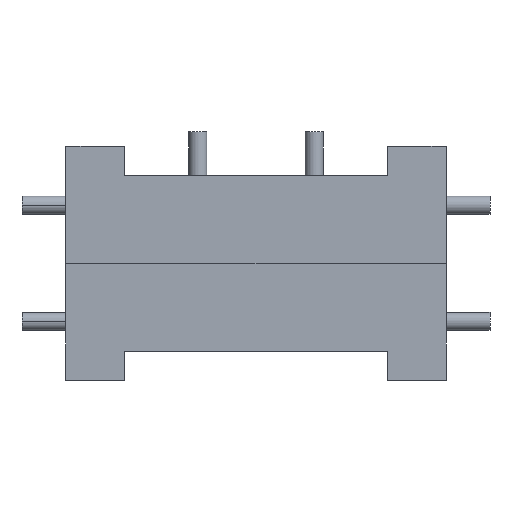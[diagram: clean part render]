
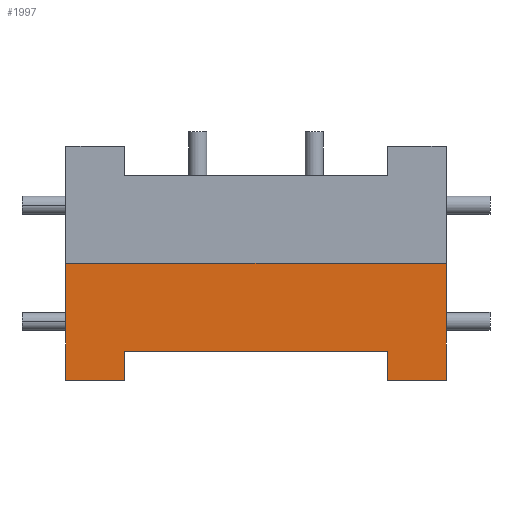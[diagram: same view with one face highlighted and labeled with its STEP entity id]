
A CAD part, front view. The second image highlights one B-rep face of the part: STEP entity #1997.
In plain terms, the highlighted planar face has unit normal (0, -1, 0).
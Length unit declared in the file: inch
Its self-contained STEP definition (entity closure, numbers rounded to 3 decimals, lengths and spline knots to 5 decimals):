
#68 = LINE ( 'NONE', #5607, #4130 ) ;
#189 = PLANE ( 'NONE',  #3482 ) ;
#590 = ORIENTED_EDGE ( 'NONE', *, *, #4163, .F. ) ;
#664 = CARTESIAN_POINT ( 'NONE',  ( 3.86137, -0.4, -0.4 ) ) ;
#695 = DIRECTION ( 'NONE',  ( -1., 0., 0. ) ) ;
#788 = DIRECTION ( 'NONE',  ( -1., 0., 0. ) ) ;
#888 = ORIENTED_EDGE ( 'NONE', *, *, #2805, .F. ) ;
#966 = CARTESIAN_POINT ( 'NONE',  ( 1.63, -0.4, -0.4 ) ) ;
#1033 = CARTESIAN_POINT ( 'NONE',  ( 1.43, -0.4, 0. ) ) ;
#1215 = LINE ( 'NONE', #3059, #2324 ) ;
#1399 = CARTESIAN_POINT ( 'NONE',  ( 1.63, -0.4, -0.4 ) ) ;
#1415 = LINE ( 'NONE', #1450, #4719 ) ;
#1450 = CARTESIAN_POINT ( 'NONE',  ( 2.53, -0.4, -0.4 ) ) ;
#1492 = DIRECTION ( 'NONE',  ( 0., 0., -1. ) ) ;
#1613 = VERTEX_POINT ( 'NONE', #5289 ) ;
#1644 = DIRECTION ( 'NONE',  ( 0., 0., 1. ) ) ;
#1944 = ORIENTED_EDGE ( 'NONE', *, *, #3377, .F. ) ;
#1997 = ADVANCED_FACE ( 'NONE', ( #4801 ), #189, .T. ) ;
#2021 = DIRECTION ( 'NONE',  ( 0., -1., 0. ) ) ;
#2044 = LINE ( 'NONE', #4344, #5140 ) ;
#2099 = ORIENTED_EDGE ( 'NONE', *, *, #2430, .F. ) ;
#2249 = ORIENTED_EDGE ( 'NONE', *, *, #3214, .T. ) ;
#2262 = CARTESIAN_POINT ( 'NONE',  ( 2.73, -0.4, 0. ) ) ;
#2324 = VECTOR ( 'NONE', #1644, 39.37008 ) ;
#2430 = EDGE_CURVE ( 'NONE', #1613, #2458, #68, .T. ) ;
#2451 = VERTEX_POINT ( 'NONE', #3230 ) ;
#2458 = VERTEX_POINT ( 'NONE', #3708 ) ;
#2646 = ORIENTED_EDGE ( 'NONE', *, *, #2749, .F. ) ;
#2702 = LINE ( 'NONE', #3696, #2987 ) ;
#2749 = EDGE_CURVE ( 'NONE', #5850, #3462, #4524, .T. ) ;
#2805 = EDGE_CURVE ( 'NONE', #2458, #5850, #3699, .T. ) ;
#2987 = VECTOR ( 'NONE', #3724, 39.37008 ) ;
#3059 = CARTESIAN_POINT ( 'NONE',  ( 1.43, -0.4, -0.4 ) ) ;
#3214 = EDGE_CURVE ( 'NONE', #4551, #3586, #4171, .T. ) ;
#3230 = CARTESIAN_POINT ( 'NONE',  ( 2.53, -0.4, -0.4 ) ) ;
#3265 = DIRECTION ( 'NONE',  ( 0., 0., 1. ) ) ;
#3377 = EDGE_CURVE ( 'NONE', #3462, #4974, #1215, .T. ) ;
#3462 = VERTEX_POINT ( 'NONE', #5291 ) ;
#3471 = VECTOR ( 'NONE', #788, 39.37008 ) ;
#3482 = AXIS2_PLACEMENT_3D ( 'NONE', #664, #2021, #4353 ) ;
#3586 = VERTEX_POINT ( 'NONE', #2262 ) ;
#3696 = CARTESIAN_POINT ( 'NONE',  ( 3.86137, -0.4, 0. ) ) ;
#3699 = LINE ( 'NONE', #1399, #5874 ) ;
#3708 = CARTESIAN_POINT ( 'NONE',  ( 1.63, -0.4, -0.3 ) ) ;
#3724 = DIRECTION ( 'NONE',  ( -1., 0., 0. ) ) ;
#4089 = CARTESIAN_POINT ( 'NONE',  ( 3.86137, -0.4, -0.4 ) ) ;
#4130 = VECTOR ( 'NONE', #5158, 39.37008 ) ;
#4163 = EDGE_CURVE ( 'NONE', #4551, #2451, #2044, .T. ) ;
#4171 = LINE ( 'NONE', #4636, #5746 ) ;
#4344 = CARTESIAN_POINT ( 'NONE',  ( 3.86137, -0.4, -0.4 ) ) ;
#4353 = DIRECTION ( 'NONE',  ( 0., 0., -1. ) ) ;
#4364 = EDGE_CURVE ( 'NONE', #3586, #4974, #2702, .T. ) ;
#4524 = LINE ( 'NONE', #4089, #3471 ) ;
#4551 = VERTEX_POINT ( 'NONE', #5691 ) ;
#4636 = CARTESIAN_POINT ( 'NONE',  ( 2.73, -0.4, -0.4 ) ) ;
#4719 = VECTOR ( 'NONE', #3265, 39.37008 ) ;
#4801 = FACE_OUTER_BOUND ( 'NONE', #5851, .T. ) ;
#4964 = ORIENTED_EDGE ( 'NONE', *, *, #4364, .T. ) ;
#4974 = VERTEX_POINT ( 'NONE', #1033 ) ;
#5140 = VECTOR ( 'NONE', #695, 39.37008 ) ;
#5158 = DIRECTION ( 'NONE',  ( -1., 0., 0. ) ) ;
#5289 = CARTESIAN_POINT ( 'NONE',  ( 2.53, -0.4, -0.3 ) ) ;
#5291 = CARTESIAN_POINT ( 'NONE',  ( 1.43, -0.4, -0.4 ) ) ;
#5355 = EDGE_CURVE ( 'NONE', #2451, #1613, #1415, .T. ) ;
#5534 = DIRECTION ( 'NONE',  ( 0., 0., 1. ) ) ;
#5607 = CARTESIAN_POINT ( 'NONE',  ( 3.86137, -0.4, -0.3 ) ) ;
#5691 = CARTESIAN_POINT ( 'NONE',  ( 2.73, -0.4, -0.4 ) ) ;
#5746 = VECTOR ( 'NONE', #5534, 39.37008 ) ;
#5850 = VERTEX_POINT ( 'NONE', #966 ) ;
#5851 = EDGE_LOOP ( 'NONE', ( #2249, #4964, #1944, #2646, #888, #2099, #5856, #590 ) ) ;
#5856 = ORIENTED_EDGE ( 'NONE', *, *, #5355, .F. ) ;
#5874 = VECTOR ( 'NONE', #1492, 39.37008 ) ;
